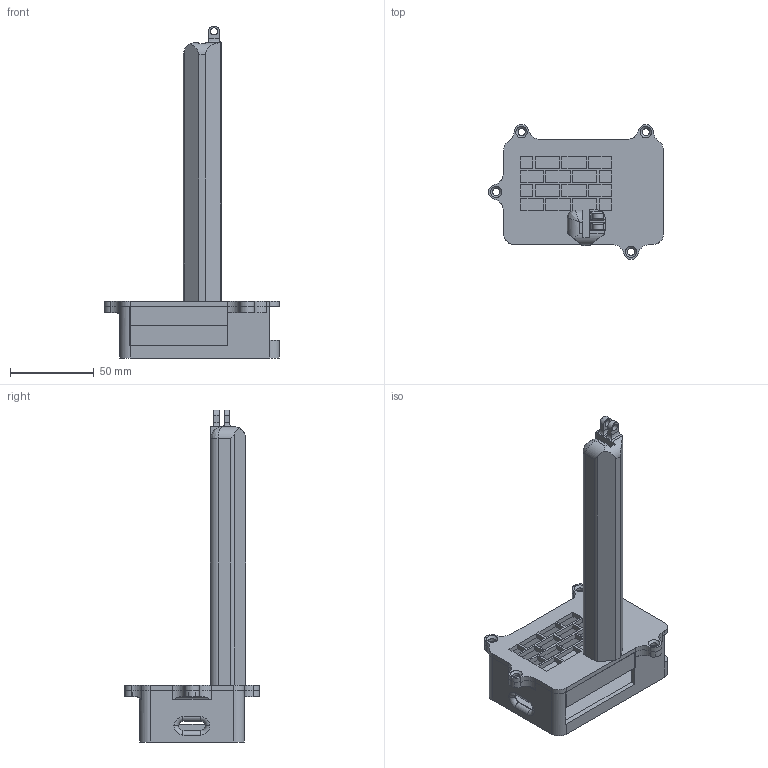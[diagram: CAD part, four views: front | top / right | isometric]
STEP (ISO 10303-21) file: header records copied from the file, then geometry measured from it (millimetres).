
FILE_DESCRIPTION(/* description */ ('STEP AP242','CAx-IF Rec.Pracs.---Representation and Presentation of Product Manufacturing Information (PMI)---4.0---2014-10-13','CAx-IF Rec.Pracs.---3D Tessellated Geometry---0.4---2014-09-14','2;1'),/* implementation_level */ '2;1');
FILE_NAME(/* name */ '66505badf914c0354418f7f7',/* time_stamp */ '2024-05-24T09:19:42Z',/* author */ (''),/* organization */ (''),/* preprocessor_version */ 'ST-DEVELOPER v20',/* originating_system */ ' ',/* authorisation */ ' ');
FILE_SCHEMA (('AP242_MANAGED_MODEL_BASED_3D_ENGINEERING_MIM_LF { 1 0 10303 442 1 1 4 }'));
Length unit declared in the file: metre
Products named in the file (4): Part 3; Part 4; Part 5; Part 6
Bounding box: 104.26 x 80.4 x 197.9 mm (x, y, z)
Volume: 101319.9 mm3; surface area: 59454.4 mm2
Topology: 4 solids, 4 shells, 288 faces, 796 edges, 519 vertices
Faces by surface type: plane 186, cylinder 80, bspline 9, cone 8, torus 5
Full cylindrical faces by diameter (mm): 4.2 x18
Entity records: 9417 total; most frequent: CARTESIAN_POINT 1922, ORIENTED_EDGE 1528, DIRECTION 1479, EDGE_CURVE 764, LINE 551, VECTOR 551, VERTEX_POINT 515, AXIS2_PLACEMENT_3D 464
